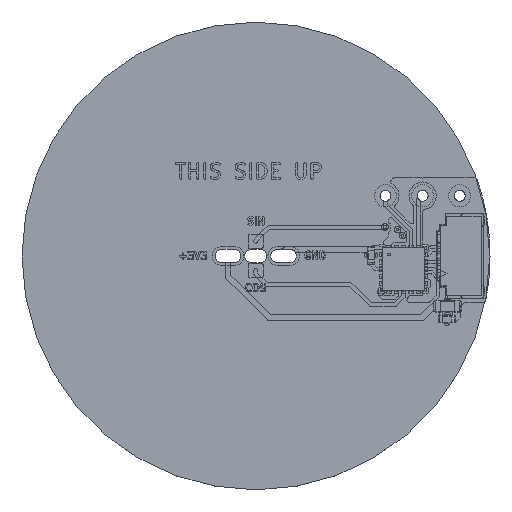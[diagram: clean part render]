
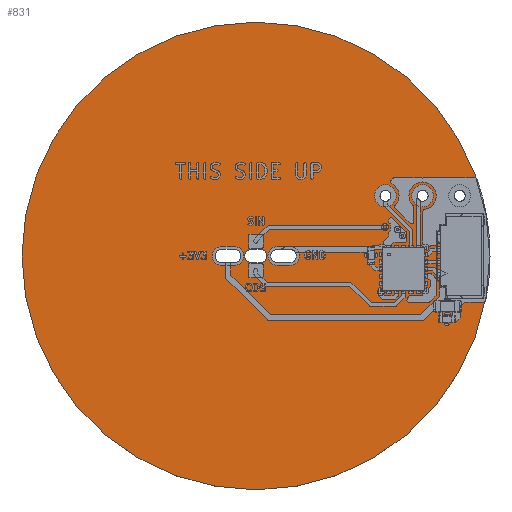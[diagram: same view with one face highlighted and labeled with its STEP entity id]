
A CAD part, top view. The second image highlights one B-rep face of the part: STEP entity #831.
In plain terms, the highlighted planar face has unit normal (0, 0, 1).
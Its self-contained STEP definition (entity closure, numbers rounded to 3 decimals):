
#122 = VERTEX_POINT('',#123);
#123 = CARTESIAN_POINT('',(159.415,-102.1,0.));
#139 = EDGE_CURVE('',#122,#122,#140,.T.);
#140 = CIRCLE('',#141,16.);
#141 = AXIS2_PLACEMENT_3D('',#142,#143,#144);
#142 = CARTESIAN_POINT('',(143.415,-102.1,0.));
#143 = DIRECTION('',(0.,0.,1.));
#144 = DIRECTION('',(1.,0.,0.));
#155 = VERTEX_POINT('',#156);
#156 = CARTESIAN_POINT('',(141.09,-102.55,0.));
#173 = VERTEX_POINT('',#174);
#174 = CARTESIAN_POINT('',(141.94,-102.55,0.));
#180 = EDGE_CURVE('',#155,#173,#181,.T.);
#181 = LINE('',#182,#183);
#182 = CARTESIAN_POINT('',(142.253,-102.55,0.));
#183 = VECTOR('',#184,1.);
#184 = DIRECTION('',(1.,0.,-0.));
#205 = VERTEX_POINT('',#206);
#206 = CARTESIAN_POINT('',(142.39,-102.1,0.));
#212 = EDGE_CURVE('',#173,#205,#213,.T.);
#213 = CIRCLE('',#214,0.45);
#214 = AXIS2_PLACEMENT_3D('',#215,#216,#217);
#215 = CARTESIAN_POINT('',(141.94,-102.1,0.));
#216 = DIRECTION('',(-0.,0.,1.));
#217 = DIRECTION('',(0.,-1.,0.));
#238 = VERTEX_POINT('',#239);
#239 = CARTESIAN_POINT('',(141.94,-101.65,0.));
#245 = EDGE_CURVE('',#205,#238,#246,.T.);
#246 = CIRCLE('',#247,0.45);
#247 = AXIS2_PLACEMENT_3D('',#248,#249,#250);
#248 = CARTESIAN_POINT('',(141.94,-102.1,0.));
#249 = DIRECTION('',(-0.,0.,1.));
#250 = DIRECTION('',(1.,0.,0.));
#270 = VERTEX_POINT('',#271);
#271 = CARTESIAN_POINT('',(141.09,-101.65,0.));
#277 = EDGE_CURVE('',#238,#270,#278,.T.);
#278 = LINE('',#279,#280);
#279 = CARTESIAN_POINT('',(142.678,-101.65,0.));
#280 = VECTOR('',#281,1.);
#281 = DIRECTION('',(-1.,0.,0.));
#302 = VERTEX_POINT('',#303);
#303 = CARTESIAN_POINT('',(140.64,-102.1,0.));
#309 = EDGE_CURVE('',#270,#302,#310,.T.);
#310 = CIRCLE('',#311,0.45);
#311 = AXIS2_PLACEMENT_3D('',#312,#313,#314);
#312 = CARTESIAN_POINT('',(141.09,-102.1,0.));
#313 = DIRECTION('',(0.,-0.,1.));
#314 = DIRECTION('',(0.,1.,0.));
#333 = EDGE_CURVE('',#302,#155,#334,.T.);
#334 = CIRCLE('',#335,0.45);
#335 = AXIS2_PLACEMENT_3D('',#336,#337,#338);
#336 = CARTESIAN_POINT('',(141.09,-102.1,0.));
#337 = DIRECTION('',(0.,0.,1.));
#338 = DIRECTION('',(-1.,0.,0.));
#349 = VERTEX_POINT('',#350);
#350 = CARTESIAN_POINT('',(143.115,-102.55,0.));
#367 = VERTEX_POINT('',#368);
#368 = CARTESIAN_POINT('',(143.715,-102.55,0.));
#374 = EDGE_CURVE('',#349,#367,#375,.T.);
#375 = LINE('',#376,#377);
#376 = CARTESIAN_POINT('',(143.265,-102.55,0.));
#377 = VECTOR('',#378,1.);
#378 = DIRECTION('',(1.,0.,-0.));
#399 = VERTEX_POINT('',#400);
#400 = CARTESIAN_POINT('',(144.165,-102.1,0.));
#406 = EDGE_CURVE('',#367,#399,#407,.T.);
#407 = CIRCLE('',#408,0.45);
#408 = AXIS2_PLACEMENT_3D('',#409,#410,#411);
#409 = CARTESIAN_POINT('',(143.715,-102.1,0.));
#410 = DIRECTION('',(-0.,0.,1.));
#411 = DIRECTION('',(0.,-1.,0.));
#432 = VERTEX_POINT('',#433);
#433 = CARTESIAN_POINT('',(143.715,-101.65,0.));
#439 = EDGE_CURVE('',#399,#432,#440,.T.);
#440 = CIRCLE('',#441,0.45);
#441 = AXIS2_PLACEMENT_3D('',#442,#443,#444);
#442 = CARTESIAN_POINT('',(143.715,-102.1,0.));
#443 = DIRECTION('',(-0.,0.,1.));
#444 = DIRECTION('',(1.,0.,0.));
#464 = VERTEX_POINT('',#465);
#465 = CARTESIAN_POINT('',(143.115,-101.65,0.));
#471 = EDGE_CURVE('',#432,#464,#472,.T.);
#472 = LINE('',#473,#474);
#473 = CARTESIAN_POINT('',(143.565,-101.65,0.));
#474 = VECTOR('',#475,1.);
#475 = DIRECTION('',(-1.,0.,0.));
#496 = VERTEX_POINT('',#497);
#497 = CARTESIAN_POINT('',(142.665,-102.1,0.));
#503 = EDGE_CURVE('',#464,#496,#504,.T.);
#504 = CIRCLE('',#505,0.45);
#505 = AXIS2_PLACEMENT_3D('',#506,#507,#508);
#506 = CARTESIAN_POINT('',(143.115,-102.1,0.));
#507 = DIRECTION('',(0.,-0.,1.));
#508 = DIRECTION('',(0.,1.,0.));
#527 = EDGE_CURVE('',#496,#349,#528,.T.);
#528 = CIRCLE('',#529,0.45);
#529 = AXIS2_PLACEMENT_3D('',#530,#531,#532);
#530 = CARTESIAN_POINT('',(143.115,-102.1,0.));
#531 = DIRECTION('',(0.,0.,1.));
#532 = DIRECTION('',(-1.,0.,0.));
#543 = VERTEX_POINT('',#544);
#544 = CARTESIAN_POINT('',(144.89,-102.55,0.));
#561 = VERTEX_POINT('',#562);
#562 = CARTESIAN_POINT('',(145.74,-102.55,0.));
#568 = EDGE_CURVE('',#543,#561,#569,.T.);
#569 = LINE('',#570,#571);
#570 = CARTESIAN_POINT('',(144.153,-102.55,0.));
#571 = VECTOR('',#572,1.);
#572 = DIRECTION('',(1.,0.,-0.));
#593 = VERTEX_POINT('',#594);
#594 = CARTESIAN_POINT('',(146.19,-102.1,0.));
#600 = EDGE_CURVE('',#561,#593,#601,.T.);
#601 = CIRCLE('',#602,0.45);
#602 = AXIS2_PLACEMENT_3D('',#603,#604,#605);
#603 = CARTESIAN_POINT('',(145.74,-102.1,0.));
#604 = DIRECTION('',(-0.,0.,1.));
#605 = DIRECTION('',(0.,-1.,0.));
#626 = VERTEX_POINT('',#627);
#627 = CARTESIAN_POINT('',(145.74,-101.65,0.));
#633 = EDGE_CURVE('',#593,#626,#634,.T.);
#634 = CIRCLE('',#635,0.45);
#635 = AXIS2_PLACEMENT_3D('',#636,#637,#638);
#636 = CARTESIAN_POINT('',(145.74,-102.1,0.));
#637 = DIRECTION('',(-0.,0.,1.));
#638 = DIRECTION('',(1.,0.,0.));
#658 = VERTEX_POINT('',#659);
#659 = CARTESIAN_POINT('',(144.89,-101.65,0.));
#665 = EDGE_CURVE('',#626,#658,#666,.T.);
#666 = LINE('',#667,#668);
#667 = CARTESIAN_POINT('',(144.578,-101.65,0.));
#668 = VECTOR('',#669,1.);
#669 = DIRECTION('',(-1.,0.,0.));
#690 = VERTEX_POINT('',#691);
#691 = CARTESIAN_POINT('',(144.44,-102.1,0.));
#697 = EDGE_CURVE('',#658,#690,#698,.T.);
#698 = CIRCLE('',#699,0.45);
#699 = AXIS2_PLACEMENT_3D('',#700,#701,#702);
#700 = CARTESIAN_POINT('',(144.89,-102.1,0.));
#701 = DIRECTION('',(0.,-0.,1.));
#702 = DIRECTION('',(0.,1.,0.));
#721 = EDGE_CURVE('',#690,#543,#722,.T.);
#722 = CIRCLE('',#723,0.45);
#723 = AXIS2_PLACEMENT_3D('',#724,#725,#726);
#724 = CARTESIAN_POINT('',(144.89,-102.1,0.));
#725 = DIRECTION('',(0.,0.,1.));
#726 = DIRECTION('',(-1.,0.,0.));
#737 = VERTEX_POINT('',#738);
#738 = CARTESIAN_POINT('',(152.66,-97.98,0.));
#754 = EDGE_CURVE('',#737,#737,#755,.T.);
#755 = CIRCLE('',#756,0.375);
#756 = AXIS2_PLACEMENT_3D('',#757,#758,#759);
#757 = CARTESIAN_POINT('',(152.285,-97.98,0.));
#758 = DIRECTION('',(0.,0.,1.));
#759 = DIRECTION('',(1.,0.,-0.));
#770 = VERTEX_POINT('',#771);
#771 = CARTESIAN_POINT('',(155.2,-97.98,0.));
#787 = EDGE_CURVE('',#770,#770,#788,.T.);
#788 = CIRCLE('',#789,0.375);
#789 = AXIS2_PLACEMENT_3D('',#790,#791,#792);
#790 = CARTESIAN_POINT('',(154.825,-97.98,0.));
#791 = DIRECTION('',(0.,0.,1.));
#792 = DIRECTION('',(1.,0.,-0.));
#803 = VERTEX_POINT('',#804);
#804 = CARTESIAN_POINT('',(157.74,-97.98,0.));
#820 = EDGE_CURVE('',#803,#803,#821,.T.);
#821 = CIRCLE('',#822,0.375);
#822 = AXIS2_PLACEMENT_3D('',#823,#824,#825);
#823 = CARTESIAN_POINT('',(157.365,-97.98,0.));
#824 = DIRECTION('',(0.,0.,1.));
#825 = DIRECTION('',(1.,0.,-0.));
#831 = ADVANCED_FACE('',(#832,#835,#843,#851,#859,#862,#865),#868,.T.);
#832 = FACE_BOUND('',#833,.T.);
#833 = EDGE_LOOP('',(#834));
#834 = ORIENTED_EDGE('',*,*,#139,.T.);
#835 = FACE_BOUND('',#836,.T.);
#836 = EDGE_LOOP('',(#837,#838,#839,#840,#841,#842));
#837 = ORIENTED_EDGE('',*,*,#180,.F.);
#838 = ORIENTED_EDGE('',*,*,#333,.F.);
#839 = ORIENTED_EDGE('',*,*,#309,.F.);
#840 = ORIENTED_EDGE('',*,*,#277,.F.);
#841 = ORIENTED_EDGE('',*,*,#245,.F.);
#842 = ORIENTED_EDGE('',*,*,#212,.F.);
#843 = FACE_BOUND('',#844,.T.);
#844 = EDGE_LOOP('',(#845,#846,#847,#848,#849,#850));
#845 = ORIENTED_EDGE('',*,*,#374,.F.);
#846 = ORIENTED_EDGE('',*,*,#527,.F.);
#847 = ORIENTED_EDGE('',*,*,#503,.F.);
#848 = ORIENTED_EDGE('',*,*,#471,.F.);
#849 = ORIENTED_EDGE('',*,*,#439,.F.);
#850 = ORIENTED_EDGE('',*,*,#406,.F.);
#851 = FACE_BOUND('',#852,.T.);
#852 = EDGE_LOOP('',(#853,#854,#855,#856,#857,#858));
#853 = ORIENTED_EDGE('',*,*,#568,.F.);
#854 = ORIENTED_EDGE('',*,*,#721,.F.);
#855 = ORIENTED_EDGE('',*,*,#697,.F.);
#856 = ORIENTED_EDGE('',*,*,#665,.F.);
#857 = ORIENTED_EDGE('',*,*,#633,.F.);
#858 = ORIENTED_EDGE('',*,*,#600,.F.);
#859 = FACE_BOUND('',#860,.T.);
#860 = EDGE_LOOP('',(#861));
#861 = ORIENTED_EDGE('',*,*,#754,.F.);
#862 = FACE_BOUND('',#863,.T.);
#863 = EDGE_LOOP('',(#864));
#864 = ORIENTED_EDGE('',*,*,#787,.F.);
#865 = FACE_BOUND('',#866,.T.);
#866 = EDGE_LOOP('',(#867));
#867 = ORIENTED_EDGE('',*,*,#820,.F.);
#868 = PLANE('',#869);
#869 = AXIS2_PLACEMENT_3D('',#870,#871,#872);
#870 = CARTESIAN_POINT('',(143.415,-102.1,0.));
#871 = DIRECTION('',(0.,0.,1.));
#872 = DIRECTION('',(1.,0.,0.));
